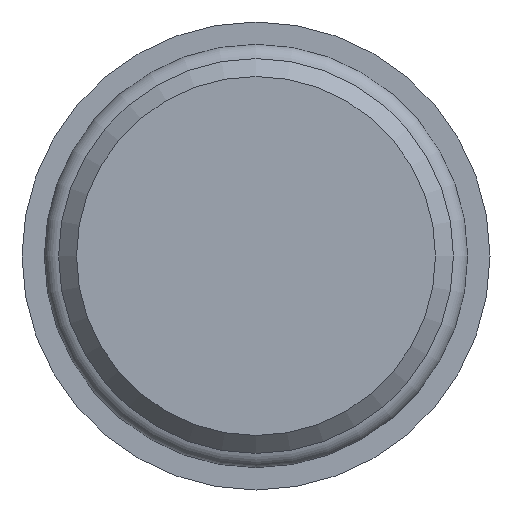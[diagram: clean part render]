
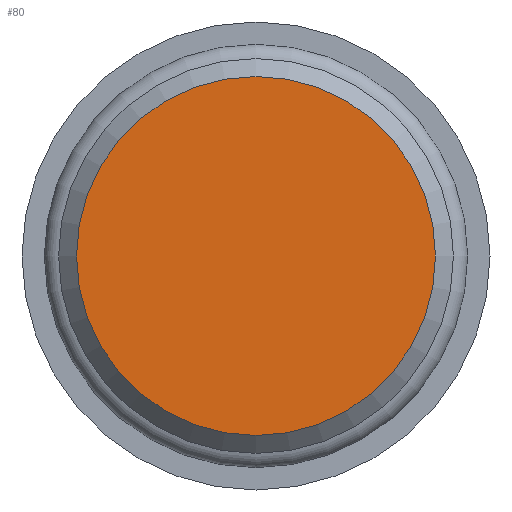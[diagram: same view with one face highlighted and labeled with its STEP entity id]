
A CAD part, front view. The second image highlights one B-rep face of the part: STEP entity #80.
In plain terms, the highlighted planar face has unit normal (0, -1, 0).
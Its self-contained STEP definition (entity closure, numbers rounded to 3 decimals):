
#80 = ADVANCED_FACE( '', ( #169 ), #170, .F. );
#169 = FACE_OUTER_BOUND( '', #258, .T. );
#170 = PLANE( '', #259 );
#258 = EDGE_LOOP( '', ( #398 ) );
#259 = AXIS2_PLACEMENT_3D( '', #399, #400, #401 );
#398 = ORIENTED_EDGE( '', *, *, #495, .T. );
#399 = CARTESIAN_POINT( '', ( 12.273, -14., 0. ) );
#400 = DIRECTION( '', ( 0., 1., 0. ) );
#401 = DIRECTION( '', ( 0., 0., 1. ) );
#495 = EDGE_CURVE( '', #574, #574, #575, .T. );
#574 = VERTEX_POINT( '', #713 );
#575 = CIRCLE( '', #714, 12.273 );
#713 = CARTESIAN_POINT( '', ( 0., -14., -12.273 ) );
#714 = AXIS2_PLACEMENT_3D( '', #808, #809, #810 );
#808 = CARTESIAN_POINT( '', ( 0., -14., 0. ) );
#809 = DIRECTION( '', ( 0., -1., 0. ) );
#810 = DIRECTION( '', ( 0., 0., -1. ) );
